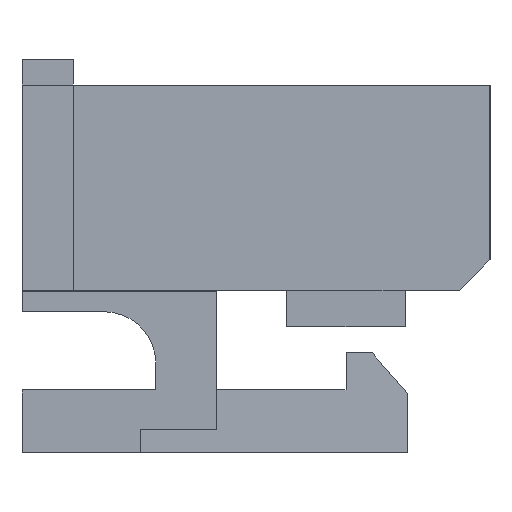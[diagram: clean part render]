
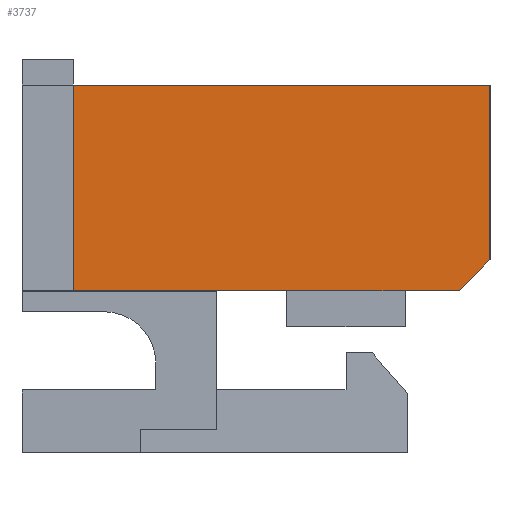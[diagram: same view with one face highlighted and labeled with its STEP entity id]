
A CAD part, left-side view. The second image highlights one B-rep face of the part: STEP entity #3737.
In plain terms, the highlighted planar face has unit normal (-1, 0, 0).
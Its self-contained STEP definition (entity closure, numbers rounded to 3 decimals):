
#301=DIRECTION('',(0.,1.,0.));
#302=VECTOR('',#301,8.1);
#303=CARTESIAN_POINT('',(-8.,0.,1.75));
#304=LINE('',#303,#302);
#557=DIRECTION('',(0.,0.,1.));
#558=VECTOR('',#557,3.4);
#559=CARTESIAN_POINT('',(-8.,0.,-1.65));
#560=LINE('',#559,#558);
#1221=DIRECTION('',(0.,0.,1.));
#1222=VECTOR('',#1221,4.);
#1223=CARTESIAN_POINT('',(-8.,8.1,-2.25));
#1224=LINE('',#1223,#1222);
#1233=DIRECTION('',(0.,-0.707,0.707));
#1234=VECTOR('',#1233,0.849);
#1235=CARTESIAN_POINT('',(-8.,0.6,-2.25));
#1236=LINE('',#1235,#1234);
#1289=DIRECTION('',(0.,1.,0.));
#1290=VECTOR('',#1289,7.5);
#1291=CARTESIAN_POINT('',(-8.,0.6,-2.25));
#1292=LINE('',#1291,#1290);
#1509=CARTESIAN_POINT('',(-8.,8.1,-2.25));
#1511=VERTEX_POINT('',#1509);
#1535=CARTESIAN_POINT('',(-8.,8.1,1.75));
#1536=VERTEX_POINT('',#1535);
#1541=CARTESIAN_POINT('',(-8.,0.,1.75));
#1542=VERTEX_POINT('',#1541);
#1581=CARTESIAN_POINT('',(-8.,0.6,-2.25));
#1582=VERTEX_POINT('',#1581);
#1583=CARTESIAN_POINT('',(-8.,0.,-1.65));
#1584=VERTEX_POINT('',#1583);
#3723=CARTESIAN_POINT('',(-8.,0.,-2.25));
#3724=DIRECTION('',(1.,0.,0.));
#3725=DIRECTION('',(0.,0.,1.));
#3726=AXIS2_PLACEMENT_3D('',#3723,#3724,#3725);
#3727=PLANE('',#3726);
#3728=ORIENTED_EDGE('',*,*,#3700,.T.);
#3729=ORIENTED_EDGE('',*,*,#2264,.F.);
#3730=ORIENTED_EDGE('',*,*,#2406,.F.);
#3732=ORIENTED_EDGE('',*,*,#3731,.F.);
#3734=ORIENTED_EDGE('',*,*,#3733,.T.);
#3735=EDGE_LOOP('',(#3728,#3729,#3730,#3732,#3734));
#3736=FACE_OUTER_BOUND('',#3735,.F.);
#2264=EDGE_CURVE('',#1542,#1536,#304,.T.);
#2406=EDGE_CURVE('',#1584,#1542,#560,.T.);
#3700=EDGE_CURVE('',#1511,#1536,#1224,.T.);
#3731=EDGE_CURVE('',#1582,#1584,#1236,.T.);
#3733=EDGE_CURVE('',#1582,#1511,#1292,.T.);
#3737=ADVANCED_FACE('',(#3736),#3727,.F.);
